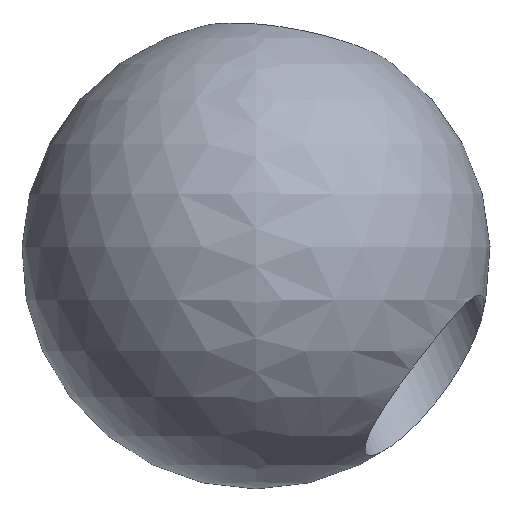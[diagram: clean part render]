
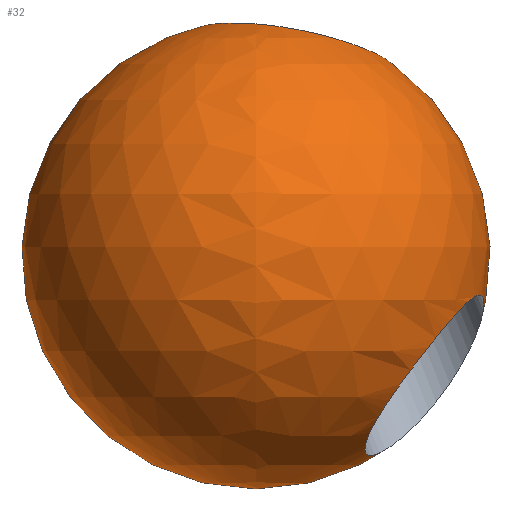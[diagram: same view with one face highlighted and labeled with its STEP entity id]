
A CAD part, left-side view. The second image highlights one B-rep face of the part: STEP entity #32.
In plain terms, the highlighted spherical face has radius 25 mm.
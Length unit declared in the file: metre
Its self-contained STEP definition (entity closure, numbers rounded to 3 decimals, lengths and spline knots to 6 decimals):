
#13=ORIENTED_EDGE('',*,*,#17,.T.);
#14=ORIENTED_EDGE('',*,*,#18,.T.);
#17=EDGE_CURVE('',#19,#19,#21,.T.);
#18=EDGE_CURVE('',#20,#20,#22,.T.);
#19=VERTEX_POINT('',#76);
#20=VERTEX_POINT('',#100);
#21=B_SPLINE_CURVE_WITH_KNOTS('',3,(#57,#58,#59,#60,#61,#62,#63,#64,#65,
#66,#67,#68,#69,#70,#71,#72,#73,#74,#75),.UNSPECIFIED.,.T.,.F.,(1,1,1,1,
1,1,1,1,1,1,1,1,1,1,1,1,1,1,1,1,1,1,1),(-0.011348,-0.007566,
-0.003783,0.,0.003783,0.007566,
0.011348,0.015131,0.018914,0.022697,
0.02648,0.030263,0.034045,0.037828,
0.041611,0.045394,0.049177,0.05296,
0.056742,0.060525,0.064308,0.068091,
0.071874),.UNSPECIFIED.);
#22=B_SPLINE_CURVE_WITH_KNOTS('',3,(#77,#78,#79,#80,#81,#82,#83,#84,#85,
#86,#87,#88,#89,#90,#91,#92,#93,#94,#95,#96,#97,#98,#99),.UNSPECIFIED.,
 .T.,.F.,(1,1,1,1,1,1,1,1,1,1,1,1,1,1,1,1,1,1,1,1,1,1,1,1,1,1,1),(-0.007511,
-0.003756,-0.001878,0.,0.003756,
0.005633,0.007511,0.009389,0.011267,
0.015022,0.0169,0.018778,0.022533,
0.026289,0.030044,0.0338,0.037555,
0.041311,0.045067,0.048822,0.052578,
0.056333,0.058211,0.060089,0.063844,
0.065722,0.0676),.UNSPECIFIED.);
#23=EDGE_LOOP('',(#13));
#24=EDGE_LOOP('',(#14));
#27=FACE_BOUND('',#23,.T.);
#28=FACE_BOUND('',#24,.T.);
#31=SPHERICAL_SURFACE('',#47,0.025);
#32=ADVANCED_FACE('',(#27,#28),#31,.T.);
#47=AXIS2_PLACEMENT_3D('',#56,#51,#52);
#51=DIRECTION('',(0.,0.,-1.));
#52=DIRECTION('',(-1.,0.,0.));
#56=CARTESIAN_POINT('',(0.,0.,0.));
#57=CARTESIAN_POINT('',(0.00621,-0.013485,0.020238));
#58=CARTESIAN_POINT('',(0.002436,-0.014585,0.020283));
#59=CARTESIAN_POINT('',(-0.001319,-0.013612,0.021048));
#60=CARTESIAN_POINT('',(-0.00396,-0.010972,0.022224));
#61=CARTESIAN_POINT('',(-0.005399,-0.007571,0.023311));
#62=CARTESIAN_POINT('',(-0.005722,-0.003834,0.024134));
#63=CARTESIAN_POINT('',(-0.004917,-0.000111,0.024611));
#64=CARTESIAN_POINT('',(-0.002969,0.003202,0.024715));
#65=CARTESIAN_POINT('',(0.000048,0.005608,0.024464));
#66=CARTESIAN_POINT('',(0.003794,0.006538,0.023934));
#67=CARTESIAN_POINT('',(0.007543,0.005634,0.023268));
#68=CARTESIAN_POINT('',(0.010459,0.003104,0.022605));
#69=CARTESIAN_POINT('',(0.012053,-0.00038,0.022011));
#70=CARTESIAN_POINT('',(0.012287,-0.004197,0.021479));
#71=CARTESIAN_POINT('',(0.011281,-0.007879,0.020989));
#72=CARTESIAN_POINT('',(0.009207,-0.011079,0.020551));
#73=CARTESIAN_POINT('',(0.00621,-0.013485,0.020238));
#74=CARTESIAN_POINT('',(0.002436,-0.014585,0.020283));
#75=CARTESIAN_POINT('',(-0.001319,-0.013612,0.021048));
#76=CARTESIAN_POINT('',(0.002439,-0.01424,0.020403));
#77=CARTESIAN_POINT('',(-0.013636,-0.014313,-0.015344));
#78=CARTESIAN_POINT('',(-0.014243,-0.01576,-0.013291));
#79=CARTESIAN_POINT('',(-0.014214,-0.017274,-0.011287));
#80=CARTESIAN_POINT('',(-0.013605,-0.018812,-0.009337));
#81=CARTESIAN_POINT('',(-0.012884,-0.019909,-0.00799));
#82=CARTESIAN_POINT('',(-0.011878,-0.020968,-0.006741));
#83=CARTESIAN_POINT('',(-0.01024,-0.022235,-0.005342));
#84=CARTESIAN_POINT('',(-0.008064,-0.023317,-0.004374));
#85=CARTESIAN_POINT('',(-0.005611,-0.024011,-0.004267));
#86=CARTESIAN_POINT('',(-0.003125,-0.024392,-0.004811));
#87=CARTESIAN_POINT('',(-0.000394,-0.02421,-0.006612));
#88=CARTESIAN_POINT('',(0.001826,-0.023128,-0.009574));
#89=CARTESIAN_POINT('',(0.003041,-0.021382,-0.012786));
#90=CARTESIAN_POINT('',(0.003188,-0.019149,-0.015907));
#91=CARTESIAN_POINT('',(0.002191,-0.01665,-0.018651));
#92=CARTESIAN_POINT('',(0.,-0.014208,-0.02069));
#93=CARTESIAN_POINT('',(-0.003258,-0.012288,-0.021642));
#94=CARTESIAN_POINT('',(-0.00705,-0.011416,-0.021213));
#95=CARTESIAN_POINT('',(-0.010539,-0.011817,-0.019476));
#96=CARTESIAN_POINT('',(-0.012615,-0.013037,-0.017284));
#97=CARTESIAN_POINT('',(-0.013636,-0.014313,-0.015344));
#98=CARTESIAN_POINT('',(-0.014243,-0.01576,-0.013291));
#99=CARTESIAN_POINT('',(-0.014214,-0.017274,-0.011287));
#100=CARTESIAN_POINT('',(-0.014038,-0.015403,-0.013808));
